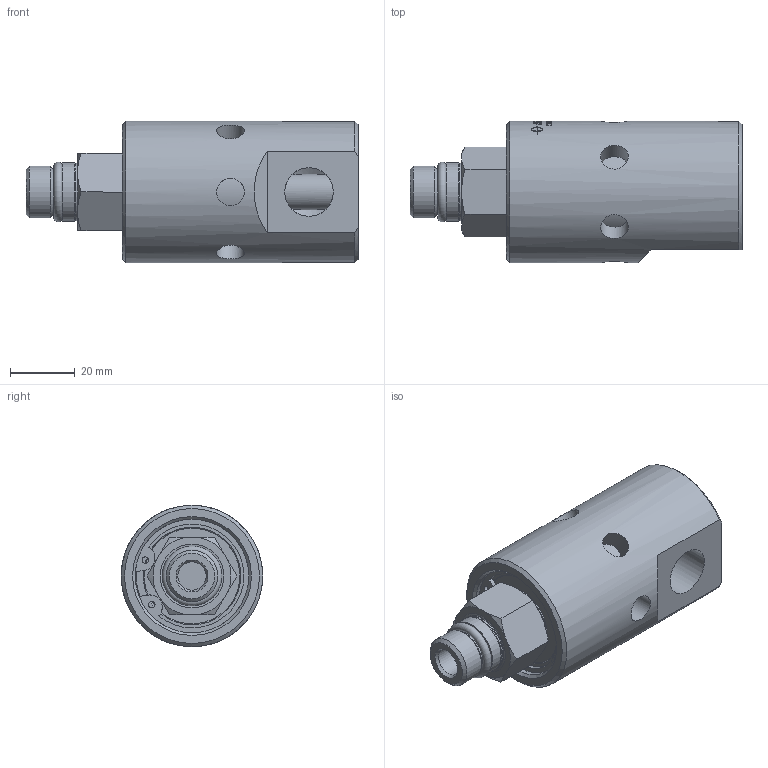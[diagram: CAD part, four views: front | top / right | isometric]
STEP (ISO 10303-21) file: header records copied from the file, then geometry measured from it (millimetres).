
FILE_DESCRIPTION(/* description */ (''),/* implementation_level */ '2;1');
FILE_NAME(/* name */ '1116-555-463-IC.stp',/* time_stamp */ '2020-05-14T13:11:02-05:00',/* author */ ('moorera'),/* organization */ (''),/* preprocessor_version */ 'ST-DEVELOPER v18.1',/* originating_system */ 'Autodesk Inventor 2020',/* authorisation */ '');
FILE_SCHEMA (('AUTOMOTIVE_DESIGN { 1 0 10303 214 3 1 1 }'));
Products named in the file (1): 1116-555-463-IC
Bounding box: 102.34 x 43.6 x 43.6 mm (x, y, z)
Volume: 107939.6 mm3; surface area: 19479 mm2
Topology: 1 solids, 1 shells, 466 faces, 1275 edges, 851 vertices
Faces by surface type: bspline 204, plane 167, cylinder 68, cone 22, torus 5
Full cylindrical faces by diameter (mm): 2 x2, 8.5 x6, 8.7 x1, 13.6 x2, 14.95 x1, 16 x1, 17.793 x1, 17.993 x1, 19.96 x1, 20.5 x1, 29.5 x1, 35 x1, 35.006 x1, 35.05 x1, 37.2 x1, 43.6 x1
Entity records: 63210 total; most frequent: CARTESIAN_POINT 51964, ORIENTED_EDGE 2550, DIRECTION 1719, EDGE_CURVE 1275, VERTEX_POINT 851, AXIS2_PLACEMENT_3D 613, EDGE_LOOP 516, LINE 493
